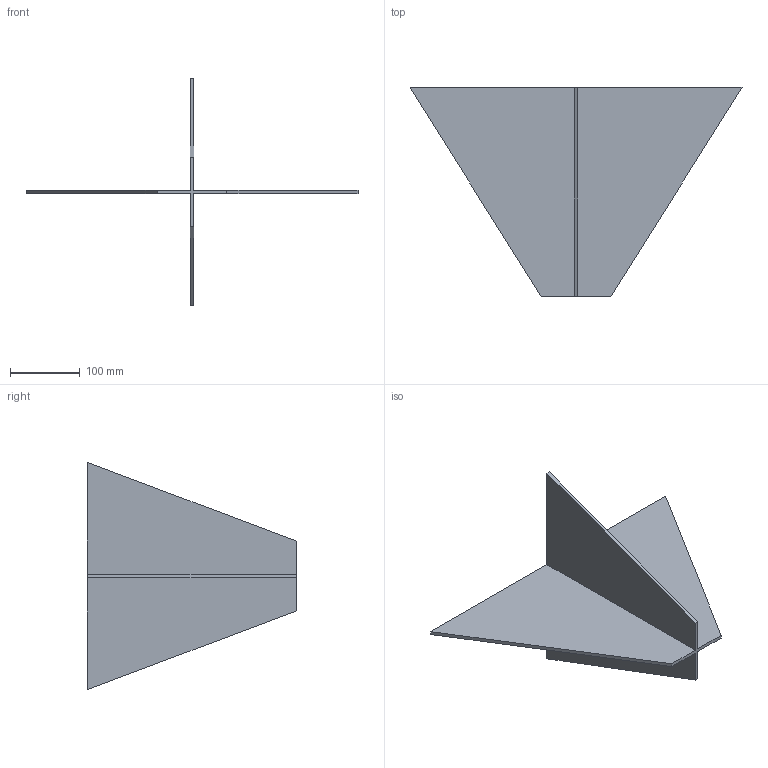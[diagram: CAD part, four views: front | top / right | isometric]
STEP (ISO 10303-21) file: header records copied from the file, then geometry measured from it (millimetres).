
FILE_DESCRIPTION (( 'STEP AP214' ), '1' );
FILE_NAME ('GUIDE OK 001.STEP', '2025-11-22T03:46:37', ( '' ), ( '' ), 'SwSTEP 2.0', 'SolidWorks 2015', '' );
FILE_SCHEMA (( 'AUTOMOTIVE_DESIGN' ));
Length unit declared in the file: millimetre
Products named in the file (2): GUIDE OK 001
Bounding box: 475 x 300 x 325 mm (x, y, z)
Volume: 742482.1 mm3; surface area: 305668.3 mm2
Topology: 1 solids, 1 shells, 14 faces, 36 edges, 24 vertices
Faces by surface type: plane 10, bspline 4
Entity records: 733 total; most frequent: CARTESIAN_POINT 384, ORIENTED_EDGE 72, DIRECTION 44, EDGE_CURVE 36, VERTEX_POINT 24, LINE 20, VECTOR 20, B_SPLINE_CURVE_WITH_KNOTS 16
